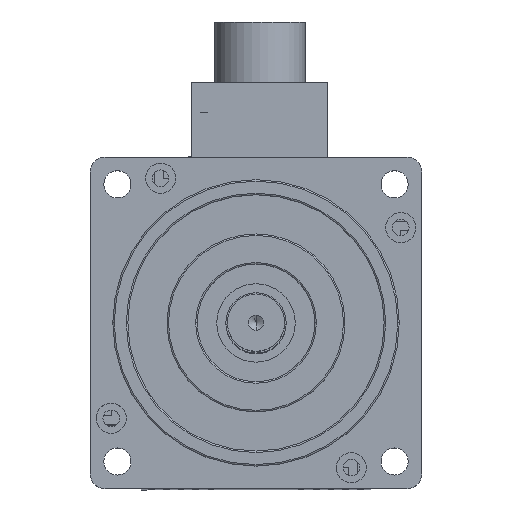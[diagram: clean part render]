
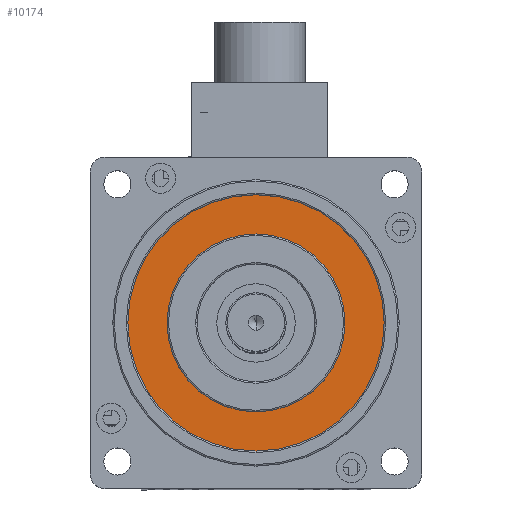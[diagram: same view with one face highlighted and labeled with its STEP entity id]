
A CAD part, top view. The second image highlights one B-rep face of the part: STEP entity #10174.
In plain terms, the highlighted planar face has unit normal (0, 0, 1).
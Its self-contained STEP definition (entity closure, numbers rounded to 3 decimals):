
#10 = FACE_BOUND ( 'NONE', #17317, .T. ) ;
#393 = DIRECTION ( 'NONE',  ( -1., 0., 0. ) ) ;
#543 = DIRECTION ( 'NONE',  ( 1., 0., 0. ) ) ;
#1913 = EDGE_CURVE ( 'NONE', #12441, #13948, #20087, .T. ) ;
#2031 = AXIS2_PLACEMENT_3D ( 'NONE', #14603, #3571, #11152 ) ;
#3571 = DIRECTION ( 'NONE',  ( 0., 0., 1. ) ) ;
#3935 = CIRCLE ( 'NONE', #7901, 42.5 ) ;
#4463 = ORIENTED_EDGE ( 'NONE', *, *, #8843, .F. ) ;
#4591 = CARTESIAN_POINT ( 'NONE',  ( 97.5, 55., 0. ) ) ;
#4745 = AXIS2_PLACEMENT_3D ( 'NONE', #23077, #9726, #22826 ) ;
#5827 = PLANE ( 'NONE',  #22338 ) ;
#5840 = EDGE_CURVE ( 'NONE', #22564, #14791, #6555, .T. ) ;
#6132 = ORIENTED_EDGE ( 'NONE', *, *, #13484, .T. ) ;
#6555 = CIRCLE ( 'NONE', #4745, 42.5 ) ;
#7901 = AXIS2_PLACEMENT_3D ( 'NONE', #20976, #9773, #543 ) ;
#8843 = EDGE_CURVE ( 'NONE', #13948, #12441, #13732, .T. ) ;
#9113 = ORIENTED_EDGE ( 'NONE', *, *, #5840, .T. ) ;
#9222 = EDGE_LOOP ( 'NONE', ( #9113, #6132 ) ) ;
#9726 = DIRECTION ( 'NONE',  ( 0., 0., 1. ) ) ;
#9773 = DIRECTION ( 'NONE',  ( 0., 0., 1. ) ) ;
#10174 = ADVANCED_FACE ( 'NONE', ( #22904, #10 ), #5827, .F. ) ;
#11152 = DIRECTION ( 'NONE',  ( -1., 0., 0. ) ) ;
#11160 = CARTESIAN_POINT ( 'NONE',  ( 12.5, 55., 0. ) ) ;
#11299 = AXIS2_PLACEMENT_3D ( 'NONE', #21503, #15785, #21586 ) ;
#12441 = VERTEX_POINT ( 'NONE', #19574 ) ;
#13484 = EDGE_CURVE ( 'NONE', #14791, #22564, #3935, .T. ) ;
#13732 = CIRCLE ( 'NONE', #2031, 29.5 ) ;
#13948 = VERTEX_POINT ( 'NONE', #22362 ) ;
#14603 = CARTESIAN_POINT ( 'NONE',  ( 55., 55., 0. ) ) ;
#14791 = VERTEX_POINT ( 'NONE', #4591 ) ;
#15284 = CARTESIAN_POINT ( 'NONE',  ( 5., 105., 0. ) ) ;
#15785 = DIRECTION ( 'NONE',  ( 0., 0., 1. ) ) ;
#17151 = DIRECTION ( 'NONE',  ( 0., 0., -1. ) ) ;
#17317 = EDGE_LOOP ( 'NONE', ( #22419, #4463 ) ) ;
#19574 = CARTESIAN_POINT ( 'NONE',  ( 25.5, 55., 0. ) ) ;
#20087 = CIRCLE ( 'NONE', #11299, 29.5 ) ;
#20976 = CARTESIAN_POINT ( 'NONE',  ( 55., 55., 0. ) ) ;
#21503 = CARTESIAN_POINT ( 'NONE',  ( 55., 55., 0. ) ) ;
#21586 = DIRECTION ( 'NONE',  ( -1., 0., 0. ) ) ;
#22338 = AXIS2_PLACEMENT_3D ( 'NONE', #15284, #17151, #393 ) ;
#22362 = CARTESIAN_POINT ( 'NONE',  ( 84.5, 55., 0. ) ) ;
#22419 = ORIENTED_EDGE ( 'NONE', *, *, #1913, .F. ) ;
#22564 = VERTEX_POINT ( 'NONE', #11160 ) ;
#22826 = DIRECTION ( 'NONE',  ( 1., 0., 0. ) ) ;
#22904 = FACE_OUTER_BOUND ( 'NONE', #9222, .T. ) ;
#23077 = CARTESIAN_POINT ( 'NONE',  ( 55., 55., 0. ) ) ;
